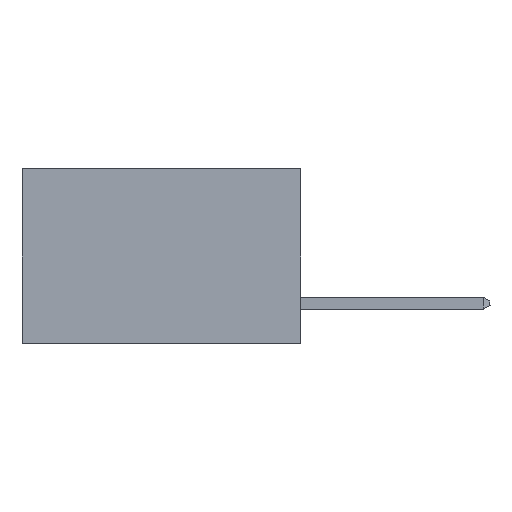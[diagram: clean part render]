
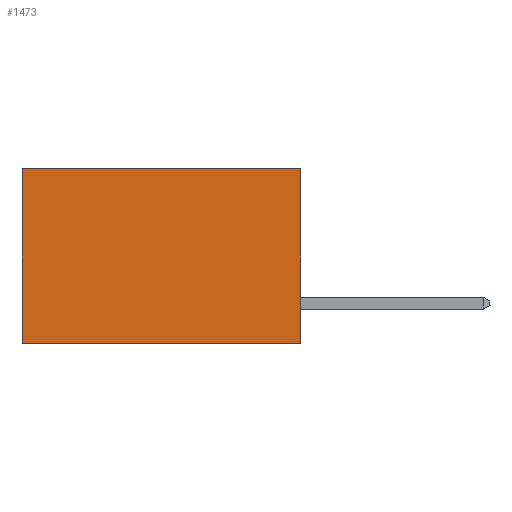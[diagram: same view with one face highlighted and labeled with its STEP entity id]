
A CAD part, left-side view. The second image highlights one B-rep face of the part: STEP entity #1473.
In plain terms, the highlighted planar face has unit normal (-1, 0, 0).
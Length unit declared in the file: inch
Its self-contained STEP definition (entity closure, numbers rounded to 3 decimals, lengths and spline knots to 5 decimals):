
#165 = EDGE_CURVE ( 'NONE', #26240, #18140, #26672, .T. ) ;
#229 = VECTOR ( 'NONE', #8427, 39.37008 ) ;
#740 = DIRECTION ( 'NONE',  ( 0., 0., -1. ) ) ;
#1473 = ADVANCED_FACE ( 'NONE', ( #25842 ), #30577, .F. ) ;
#2528 = DIRECTION ( 'NONE',  ( 0., 0., -1. ) ) ;
#2556 = DIRECTION ( 'NONE',  ( 1., 0., 0. ) ) ;
#4815 = ORIENTED_EDGE ( 'NONE', *, *, #165, .T. ) ;
#8427 = DIRECTION ( 'NONE',  ( 0., 0., -1. ) ) ;
#8732 = LINE ( 'NONE', #10334, #27544 ) ;
#9325 = CARTESIAN_POINT ( 'NONE',  ( 0.277, 0.59, -0.37 ) ) ;
#10334 = CARTESIAN_POINT ( 'NONE',  ( 0.277, 0.59, -0.37 ) ) ;
#13694 = VECTOR ( 'NONE', #26967, 39.37008 ) ;
#14396 = CARTESIAN_POINT ( 'NONE',  ( 0.277, 0.59, 0. ) ) ;
#14795 = CARTESIAN_POINT ( 'NONE',  ( 0.277, 0., -0.37 ) ) ;
#16327 = EDGE_CURVE ( 'NONE', #18140, #23835, #8732, .T. ) ;
#18140 = VERTEX_POINT ( 'NONE', #14396 ) ;
#18227 = EDGE_LOOP ( 'NONE', ( #21101, #30079, #26712, #4815 ) ) ;
#18322 = AXIS2_PLACEMENT_3D ( 'NONE', #24898, #2556, #2528 ) ;
#20133 = VECTOR ( 'NONE', #30458, 39.37008 ) ;
#20487 = EDGE_CURVE ( 'NONE', #29901, #23835, #26806, .T. ) ;
#21101 = ORIENTED_EDGE ( 'NONE', *, *, #16327, .T. ) ;
#22159 = CARTESIAN_POINT ( 'NONE',  ( 0.277, 0., -0.37 ) ) ;
#22257 = CARTESIAN_POINT ( 'NONE',  ( 0.277, 0., 0. ) ) ;
#23163 = CARTESIAN_POINT ( 'NONE',  ( 0.277, 0., -0.37 ) ) ;
#23835 = VERTEX_POINT ( 'NONE', #9325 ) ;
#24898 = CARTESIAN_POINT ( 'NONE',  ( 0.277, 0., -0.37 ) ) ;
#25789 = EDGE_CURVE ( 'NONE', #26240, #29901, #31128, .T. ) ;
#25842 = FACE_OUTER_BOUND ( 'NONE', #18227, .T. ) ;
#26240 = VERTEX_POINT ( 'NONE', #22257 ) ;
#26672 = LINE ( 'NONE', #30879, #20133 ) ;
#26712 = ORIENTED_EDGE ( 'NONE', *, *, #25789, .F. ) ;
#26806 = LINE ( 'NONE', #22159, #13694 ) ;
#26967 = DIRECTION ( 'NONE',  ( 0., 1., 0. ) ) ;
#27544 = VECTOR ( 'NONE', #740, 39.37008 ) ;
#29901 = VERTEX_POINT ( 'NONE', #14795 ) ;
#30079 = ORIENTED_EDGE ( 'NONE', *, *, #20487, .F. ) ;
#30458 = DIRECTION ( 'NONE',  ( 0., 1., 0. ) ) ;
#30577 = PLANE ( 'NONE',  #18322 ) ;
#30879 = CARTESIAN_POINT ( 'NONE',  ( 0.277, 0., 0. ) ) ;
#31128 = LINE ( 'NONE', #23163, #229 ) ;
